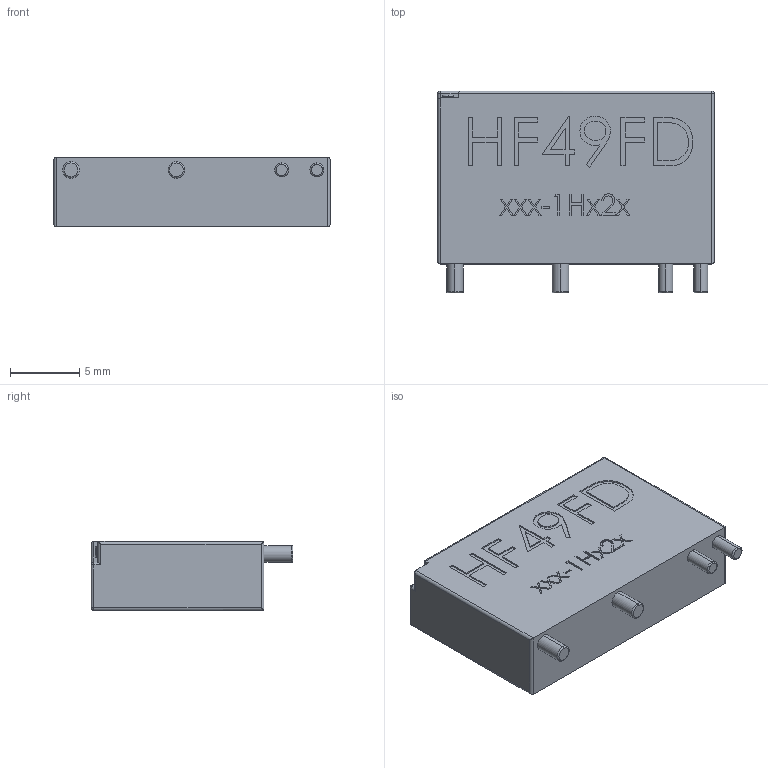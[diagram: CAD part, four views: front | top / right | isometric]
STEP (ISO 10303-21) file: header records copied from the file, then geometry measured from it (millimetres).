
FILE_DESCRIPTION (( 'STEP AP214' ), '1' );
FILE_NAME ('HF49FDxxx-1Hx2x.STEP', '2021-12-11T06:08:27', ( '' ), ( '' ), 'SwSTEP 2.0', 'SolidWorks 2019', '' );
FILE_SCHEMA (( 'AUTOMOTIVE_DESIGN' ));
Length unit declared in the file: millimetre
Products named in the file (1): HF49FDxxx-1Hx2x
Bounding box: 20 x 14.6 x 5 mm (x, y, z)
Volume: 1254.2 mm3; surface area: 858.6 mm2
Topology: 1 solids, 1 shells, 238 faces, 609 edges, 392 vertices
Faces by surface type: plane 174, cylinder 26, bspline 22, torus 12, sphere 4
Entity records: 10939 total; most frequent: CARTESIAN_POINT 2666, ORIENTED_EDGE 1210, DIRECTION 1045, EDGE_CURVE 605, VECTOR 495, LINE 495, VERTEX_POINT 392, AXIS2_PLACEMENT_3D 275
